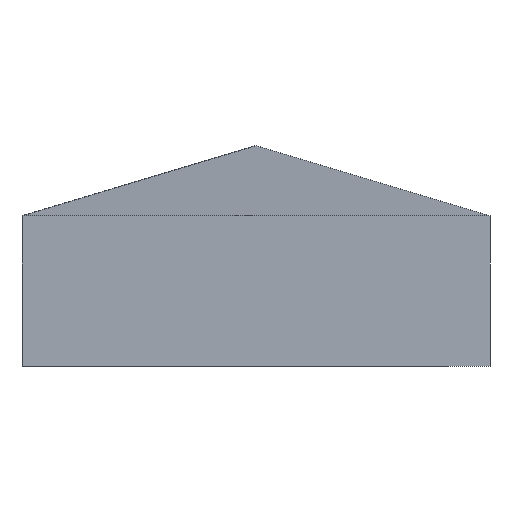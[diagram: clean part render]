
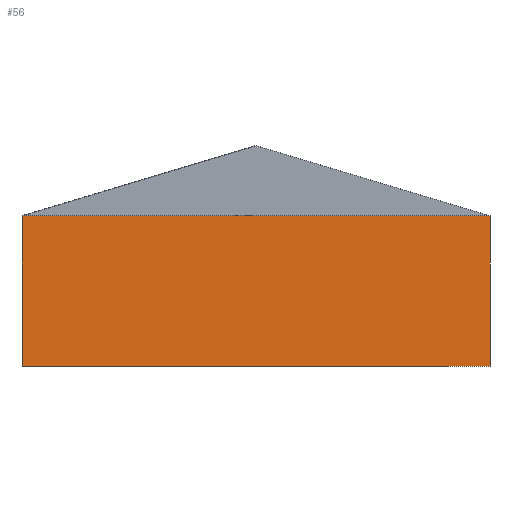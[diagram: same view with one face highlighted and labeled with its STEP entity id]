
A CAD part, left-side view. The second image highlights one B-rep face of the part: STEP entity #56.
In plain terms, the highlighted planar face has unit normal (-1, 0, 0).
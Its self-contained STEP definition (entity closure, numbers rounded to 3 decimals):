
#56=ADVANCED_FACE('',(#90),#73,.F.);
#73=PLANE('',#303);
#90=FACE_OUTER_BOUND('',#106,.T.);
#106=EDGE_LOOP('',(#152,#153,#154,#155));
#152=ORIENTED_EDGE('',*,*,#218,.T.);
#153=ORIENTED_EDGE('',*,*,#219,.F.);
#154=ORIENTED_EDGE('',*,*,#213,.T.);
#155=ORIENTED_EDGE('',*,*,#220,.T.);
#188=VERTEX_POINT('',#418);
#189=VERTEX_POINT('',#419);
#190=VERTEX_POINT('',#428);
#191=VERTEX_POINT('',#429);
#213=EDGE_CURVE('',#188,#189,#245,.T.);
#218=EDGE_CURVE('',#190,#191,#250,.T.);
#219=EDGE_CURVE('',#188,#191,#251,.T.);
#220=EDGE_CURVE('',#189,#190,#252,.T.);
#245=LINE('',#417,#277);
#250=LINE('',#427,#282);
#251=LINE('',#430,#283);
#252=LINE('',#431,#284);
#277=VECTOR('',#347,1.);
#282=VECTOR('',#358,1.);
#283=VECTOR('',#359,1.);
#284=VECTOR('',#360,1.);
#303=AXIS2_PLACEMENT_3D('',#432,#361,#362);
#347=DIRECTION('',(0.,1.,0.));
#358=DIRECTION('',(0.,-1.,0.));
#359=DIRECTION('',(0.,0.,-1.));
#360=DIRECTION('',(0.,0.,-1.));
#361=DIRECTION('',(1.,0.,0.));
#362=DIRECTION('',(0.,1.,0.));
#417=CARTESIAN_POINT('',(-16.5,15.,9.116));
#418=CARTESIAN_POINT('',(-16.5,-16.5,9.116));
#419=CARTESIAN_POINT('',(-16.5,16.5,9.116));
#427=CARTESIAN_POINT('',(-16.5,15.,-1.5));
#428=CARTESIAN_POINT('',(-16.5,16.5,-1.5));
#429=CARTESIAN_POINT('',(-16.5,-16.5,-1.5));
#430=CARTESIAN_POINT('',(-16.5,-16.5,8.));
#431=CARTESIAN_POINT('',(-16.5,16.5,8.));
#432=CARTESIAN_POINT('',(-16.5,15.,8.));
